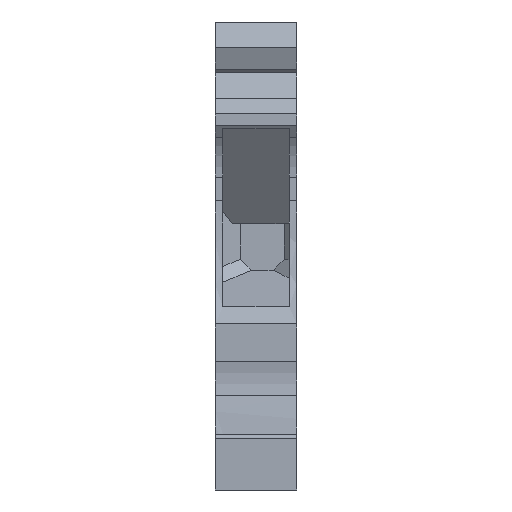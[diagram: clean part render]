
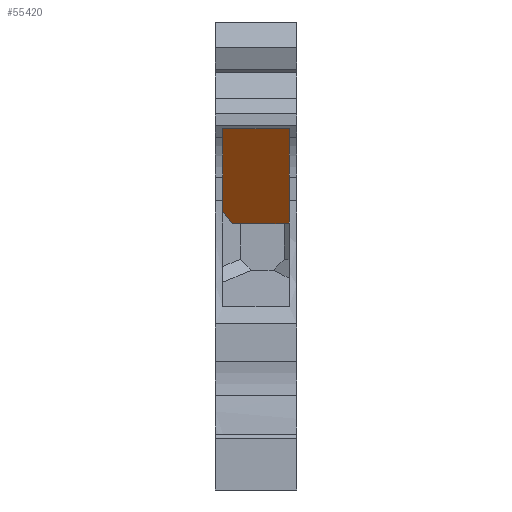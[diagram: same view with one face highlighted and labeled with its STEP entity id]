
A CAD part, front view. The second image highlights one B-rep face of the part: STEP entity #55420.
In plain terms, the highlighted face is planar.
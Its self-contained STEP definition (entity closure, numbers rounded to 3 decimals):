
#16320=CARTESIAN_POINT('',(-23.705,29.322,
-0.75));
#16330=VERTEX_POINT('',#16320);
#16360=CARTESIAN_POINT('',(-23.705,29.322,
0.));
#16370=DIRECTION('',(0.,0.,1.));
#16380=VECTOR('',#16370,1.);
#16390=LINE('',#16360,#16380);
#16400=CARTESIAN_POINT('',(-23.705,29.322,
-7.4));
#16410=VERTEX_POINT('',#16400);
#16420=EDGE_CURVE('',#16410,#16330,#16390,.T.);
#17060=CARTESIAN_POINT('',(-7.501,8.379,
-7.4));
#17070=DIRECTION('',(-0.612,0.791,0.));
#17080=VECTOR('',#17070,1.);
#17090=LINE('',#17060,#17080);
#17100=CARTESIAN_POINT('',(-17.3,21.044,
-7.4));
#17110=VERTEX_POINT('',#17100);
#17120=EDGE_CURVE('',#17110,#16410,#17090,.T.);
#52120=CARTESIAN_POINT('',(-7.501,8.379,
-0.75));
#52130=DIRECTION('',(-0.612,0.791,0.));
#52140=VECTOR('',#52130,1.);
#52150=LINE('',#52120,#52140);
#52160=CARTESIAN_POINT('',(-16.45,19.945,
-0.75));
#52170=VERTEX_POINT('',#52160);
#52180=EDGE_CURVE('',#52170,#16330,#52150,.T.);
#55100=CARTESIAN_POINT('',(-25.855,32.101,
-7.4));
#55110=DIRECTION('',(0.791,0.612,0.));
#55120=DIRECTION('',(0.612,-0.791,0.));
#55130=AXIS2_PLACEMENT_3D('',#55100,#55110,#55120);
#55140=PLANE('',#55130);
#55150=CARTESIAN_POINT('',(-16.35,19.816,
0.));
#55160=DIRECTION('',(0.,0.,-1.));
#55170=VECTOR('',#55160,1.);
#55180=LINE('',#55150,#55170);
#55190=CARTESIAN_POINT('',(-16.35,19.816,
-0.85));
#55200=VERTEX_POINT('',#55190);
#55210=CARTESIAN_POINT('',(-16.35,19.816,
-6.45));
#55220=VERTEX_POINT('',#55210);
#55230=EDGE_CURVE('',#55200,#55220,#55180,.T.);
#55240=ORIENTED_EDGE('',*,*,#55230,.F.);
#55250=CARTESIAN_POINT('',(-1.482,0.6,
8.418));
#55260=DIRECTION('',(-0.522,0.675,
-0.522));
#55270=VECTOR('',#55260,1.);
#55280=LINE('',#55250,#55270);
#55290=EDGE_CURVE('',#55220,#17110,#55280,.T.);
#55300=ORIENTED_EDGE('',*,*,#55290,.F.);
#55310=ORIENTED_EDGE('',*,*,#17120,.F.);
#55320=ORIENTED_EDGE('',*,*,#16420,.F.);
#55330=ORIENTED_EDGE('',*,*,#52180,.T.);
#55340=CARTESIAN_POINT('',(-1.482,0.6,
-15.718));
#55350=DIRECTION('',(0.522,-0.675,
-0.522));
#55360=VECTOR('',#55350,1.);
#55370=LINE('',#55340,#55360);
#55380=EDGE_CURVE('',#52170,#55200,#55370,.T.);
#55390=ORIENTED_EDGE('',*,*,#55380,.F.);
#55400=EDGE_LOOP('',(#55390,#55330,#55320,#55310,#55300,#55240));
#55410=FACE_OUTER_BOUND('',#55400,.T.);
#55420=ADVANCED_FACE('',(#55410),#55140,.F.);
